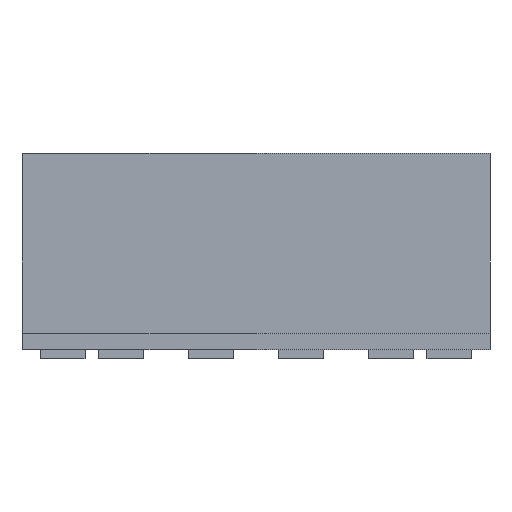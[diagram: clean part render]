
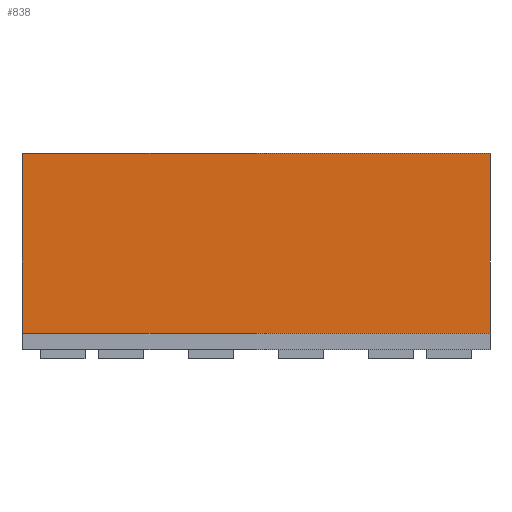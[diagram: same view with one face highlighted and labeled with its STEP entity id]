
A CAD part, front view. The second image highlights one B-rep face of the part: STEP entity #838.
In plain terms, the highlighted planar face has unit normal (0, -1, 0).
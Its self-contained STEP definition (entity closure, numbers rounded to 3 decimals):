
#139 = VERTEX_POINT('',#140);
#140 = CARTESIAN_POINT('',(-1.3,-1.825,1.09));
#146 = EDGE_CURVE('',#147,#139,#149,.T.);
#147 = VERTEX_POINT('',#148);
#148 = CARTESIAN_POINT('',(1.3,-1.825,1.09));
#149 = LINE('',#150,#151);
#150 = CARTESIAN_POINT('',(1.3,-1.825,1.09));
#151 = VECTOR('',#152,1.);
#152 = DIRECTION('',(-1.,0.,0.));
#794 = EDGE_CURVE('',#795,#139,#797,.T.);
#795 = VERTEX_POINT('',#796);
#796 = CARTESIAN_POINT('',(-1.3,-1.825,0.09));
#797 = LINE('',#798,#799);
#798 = CARTESIAN_POINT('',(-1.3,-1.825,0.09));
#799 = VECTOR('',#800,1.);
#800 = DIRECTION('',(0.,0.,1.));
#820 = EDGE_CURVE('',#821,#147,#823,.T.);
#821 = VERTEX_POINT('',#822);
#822 = CARTESIAN_POINT('',(1.3,-1.825,0.09));
#823 = LINE('',#824,#825);
#824 = CARTESIAN_POINT('',(1.3,-1.825,0.09));
#825 = VECTOR('',#826,1.);
#826 = DIRECTION('',(0.,0.,1.));
#838 = ADVANCED_FACE('',(#839),#850,.T.);
#839 = FACE_BOUND('',#840,.T.);
#840 = EDGE_LOOP('',(#841,#842,#843,#844));
#841 = ORIENTED_EDGE('',*,*,#820,.T.);
#842 = ORIENTED_EDGE('',*,*,#146,.T.);
#843 = ORIENTED_EDGE('',*,*,#794,.F.);
#844 = ORIENTED_EDGE('',*,*,#845,.F.);
#845 = EDGE_CURVE('',#821,#795,#846,.T.);
#846 = LINE('',#847,#848);
#847 = CARTESIAN_POINT('',(1.3,-1.825,0.09));
#848 = VECTOR('',#849,1.);
#849 = DIRECTION('',(-1.,0.,0.));
#850 = PLANE('',#851);
#851 = AXIS2_PLACEMENT_3D('',#852,#853,#854);
#852 = CARTESIAN_POINT('',(1.3,-1.825,0.09));
#853 = DIRECTION('',(0.,-1.,0.));
#854 = DIRECTION('',(-1.,0.,0.));
